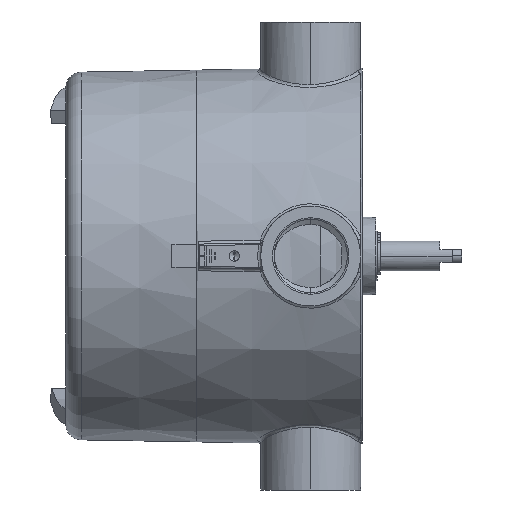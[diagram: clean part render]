
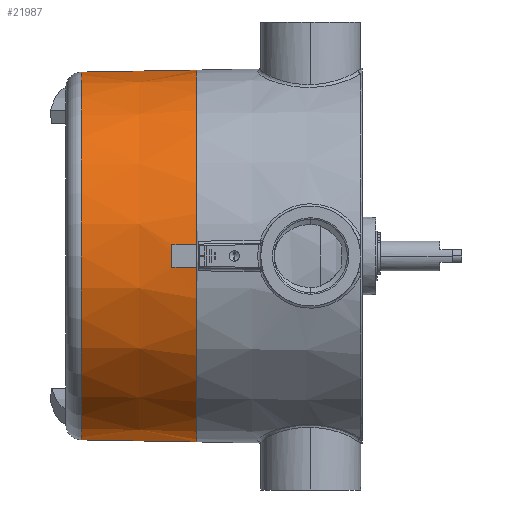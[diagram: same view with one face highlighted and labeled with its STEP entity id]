
A CAD part, left-side view. The second image highlights one B-rep face of the part: STEP entity #21987.
In plain terms, the highlighted conical face has half-angle 1 degrees and reference radius 59.59 mm.
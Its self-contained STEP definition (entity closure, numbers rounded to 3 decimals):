
#979 = EDGE_CURVE ( 'NONE', #19857, #19865, #8706, .T. ) ;
#2595 = CARTESIAN_POINT ( 'NONE',  ( 0., 60.5, 0. ) ) ;
#2822 = CARTESIAN_POINT ( 'NONE',  ( -59.338, 60.5, -3.66 ) ) ;
#3145 = LINE ( 'NONE', #18790, #15942 ) ;
#3647 = AXIS2_PLACEMENT_3D ( 'NONE', #6503, #18670, #8244 ) ;
#4315 = DIRECTION ( 'NONE',  ( 0., 0., -1. ) ) ;
#4574 = EDGE_CURVE ( 'NONE', #21916, #14884, #15464, .T. ) ;
#5149 = CARTESIAN_POINT ( 'NONE',  ( -59.469, 52.5, -3.8 ) ) ;
#5223 = CARTESIAN_POINT ( 'NONE',  ( 0., 52.5, 0. ) ) ;
#5486 = VERTEX_POINT ( 'NONE', #5149 ) ;
#5492 = CARTESIAN_POINT ( 'NONE',  ( 0., 52.5, 59.59 ) ) ;
#5837 = AXIS2_PLACEMENT_3D ( 'NONE', #2595, #14753, #4315 ) ;
#5848 = EDGE_CURVE ( 'NONE', #10239, #21916, #19403, .T. ) ;
#6503 = CARTESIAN_POINT ( 'NONE',  ( 0., 89.587, 0. ) ) ;
#6827 = CARTESIAN_POINT ( 'NONE',  ( -59.469, 52.5, 3.8 ) ) ;
#7013 = CARTESIAN_POINT ( 'NONE',  ( 0., 89.587, 58.943 ) ) ;
#7156 = CARTESIAN_POINT ( 'NONE',  ( 0., 52.5, -59.59 ) ) ;
#7805 = CIRCLE ( 'NONE', #5837, 59.45 ) ;
#7846 = EDGE_CURVE ( 'NONE', #15391, #19857, #18491, .T. ) ;
#7931 = ORIENTED_EDGE ( 'NONE', *, *, #19910, .T. ) ;
#8244 = DIRECTION ( 'NONE',  ( 0., 0., -1. ) ) ;
#8422 = CARTESIAN_POINT ( 'NONE',  ( 0., 89.587, -58.943 ) ) ;
#8458 = ORIENTED_EDGE ( 'NONE', *, *, #4574, .T. ) ;
#8486 = FACE_OUTER_BOUND ( 'NONE', #9590, .T. ) ;
#8661 = CARTESIAN_POINT ( 'NONE',  ( 0., 52.5, 0. ) ) ;
#8706 = LINE ( 'NONE', #7156, #22017 ) ;
#9266 = CARTESIAN_POINT ( 'NONE',  ( -59.338, 60.5, 3.66 ) ) ;
#9590 = EDGE_LOOP ( 'NONE', ( #13679, #18803, #7931, #22432, #14814, #14766, #8458, #13251 ) ) ;
#9725 = DIRECTION ( 'NONE',  ( 0., 1., 0. ) ) ;
#10239 = VERTEX_POINT ( 'NONE', #9266 ) ;
#10402 = DIRECTION ( 'NONE',  ( 0., 0., 1. ) ) ;
#10472 = DIRECTION ( 'NONE',  ( 0., -1., 0. ) ) ;
#10633 = EDGE_CURVE ( 'NONE', #10239, #10643, #7805, .T. ) ;
#10643 = VERTEX_POINT ( 'NONE', #19909 ) ;
#11321 = CARTESIAN_POINT ( 'NONE',  ( -59.469, 52.5, -3.8 ) ) ;
#11512 = CARTESIAN_POINT ( 'NONE',  ( -59.381, 57.833, 3.707 ) ) ;
#11588 = CARTESIAN_POINT ( 'NONE',  ( -59.469, 52.5, 3.8 ) ) ;
#11886 = DIRECTION ( 'NONE',  ( 0., -1., 0.017 ) ) ;
#12226 = DIRECTION ( 'NONE',  ( 0., 0., 1. ) ) ;
#12568 = CONICAL_SURFACE ( 'NONE', #16938, 59.59, 0.017 ) ;
#13240 = CARTESIAN_POINT ( 'NONE',  ( -59.381, 57.833, -3.707 ) ) ;
#13251 = ORIENTED_EDGE ( 'NONE', *, *, #14539, .F. ) ;
#13273 = AXIS2_PLACEMENT_3D ( 'NONE', #8661, #20827, #10402 ) ;
#13399 = B_SPLINE_CURVE_WITH_KNOTS ( 'NONE', 3,
 ( #11321, #16657, #13240, #2822 ),
 .UNSPECIFIED., .F., .F.,
 ( 4, 4 ),
 ( 0., 0.008 ),
 .UNSPECIFIED. ) ;
#13679 = ORIENTED_EDGE ( 'NONE', *, *, #7846, .T. ) ;
#13770 = CARTESIAN_POINT ( 'NONE',  ( 0., 52.5, -59.59 ) ) ;
#14539 = EDGE_CURVE ( 'NONE', #15391, #14884, #3145, .T. ) ;
#14753 = DIRECTION ( 'NONE',  ( 0., -1., 0. ) ) ;
#14766 = ORIENTED_EDGE ( 'NONE', *, *, #5848, .T. ) ;
#14814 = ORIENTED_EDGE ( 'NONE', *, *, #10633, .F. ) ;
#14884 = VERTEX_POINT ( 'NONE', #5492 ) ;
#14956 = AXIS2_PLACEMENT_3D ( 'NONE', #20156, #9725, #21904 ) ;
#15147 = EDGE_CURVE ( 'NONE', #5486, #10643, #13399, .T. ) ;
#15391 = VERTEX_POINT ( 'NONE', #7013 ) ;
#15464 = CIRCLE ( 'NONE', #14956, 59.59 ) ;
#15942 = VECTOR ( 'NONE', #11886, 1000. ) ;
#16657 = CARTESIAN_POINT ( 'NONE',  ( -59.425, 55.167, -3.753 ) ) ;
#16774 = CARTESIAN_POINT ( 'NONE',  ( -59.425, 55.167, 3.753 ) ) ;
#16938 = AXIS2_PLACEMENT_3D ( 'NONE', #5223, #10472, #12226 ) ;
#16973 = CIRCLE ( 'NONE', #13273, 59.59 ) ;
#17636 = DIRECTION ( 'NONE',  ( 0., -1., -0.017 ) ) ;
#18491 = CIRCLE ( 'NONE', #3647, 58.943 ) ;
#18670 = DIRECTION ( 'NONE',  ( 0., -1., 0. ) ) ;
#18790 = CARTESIAN_POINT ( 'NONE',  ( 0., 52.5, 59.59 ) ) ;
#18803 = ORIENTED_EDGE ( 'NONE', *, *, #979, .T. ) ;
#19403 = B_SPLINE_CURVE_WITH_KNOTS ( 'NONE', 3,
 ( #22000, #11512, #16774, #11588 ),
 .UNSPECIFIED., .F., .F.,
 ( 4, 4 ),
 ( 0., 0.008 ),
 .UNSPECIFIED. ) ;
#19857 = VERTEX_POINT ( 'NONE', #8422 ) ;
#19865 = VERTEX_POINT ( 'NONE', #13770 ) ;
#19909 = CARTESIAN_POINT ( 'NONE',  ( -59.338, 60.5, -3.66 ) ) ;
#19910 = EDGE_CURVE ( 'NONE', #19865, #5486, #16973, .T. ) ;
#20156 = CARTESIAN_POINT ( 'NONE',  ( 0., 52.5, 0. ) ) ;
#20827 = DIRECTION ( 'NONE',  ( 0., 1., 0. ) ) ;
#21904 = DIRECTION ( 'NONE',  ( 0., 0., 1. ) ) ;
#21916 = VERTEX_POINT ( 'NONE', #6827 ) ;
#21987 = ADVANCED_FACE ( 'NONE', ( #8486 ), #12568, .T. ) ;
#22000 = CARTESIAN_POINT ( 'NONE',  ( -59.338, 60.5, 3.66 ) ) ;
#22017 = VECTOR ( 'NONE', #17636, 1000. ) ;
#22432 = ORIENTED_EDGE ( 'NONE', *, *, #15147, .T. ) ;
